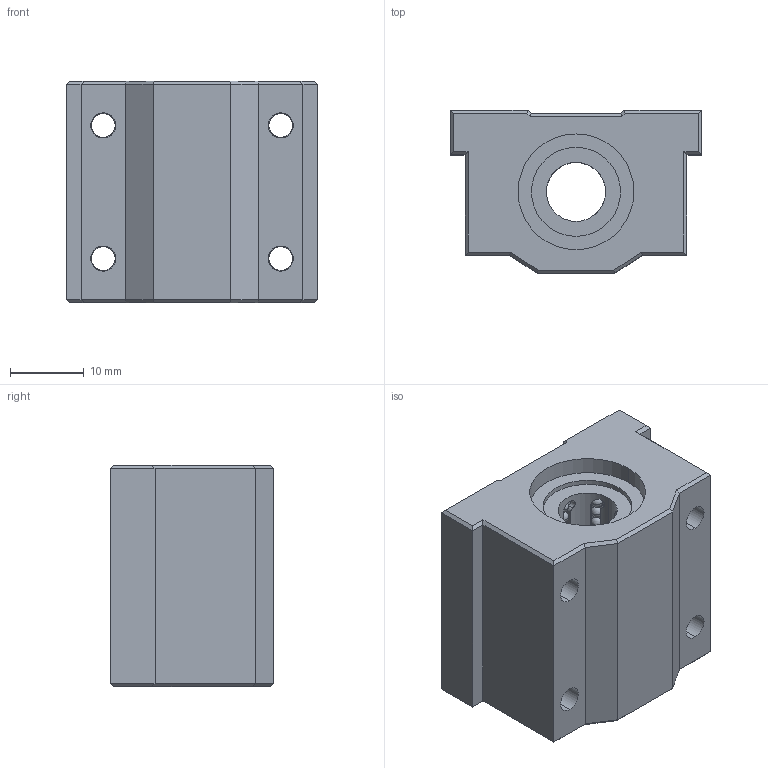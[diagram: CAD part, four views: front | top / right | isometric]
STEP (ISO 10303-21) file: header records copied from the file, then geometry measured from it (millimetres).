
FILE_DESCRIPTION (( 'STEP AP203' ), '1' );
FILE_NAME ('9338T51_Mounted Linear Ball Bearing_9338T51_sldprt.STEP', '2023-07-23T05:45:52', ( '' ), ( '' ), 'SwSTEP 2.0', 'SolidWorks 2020', '' );
FILE_SCHEMA (( 'CONFIG_CONTROL_DESIGN' ));
Length unit declared in the file: millimetre
Products named in the file (1): 9338T51_Mounted Linear Ball Bearing_9338T51_sldprt
Bounding box: 34 x 22 x 30 mm (x, y, z)
Volume: 16130.4 mm3; surface area: 6571.5 mm2
Topology: 1 solids, 1 shells, 476 faces, 1348 edges, 884 vertices
Faces by surface type: cylinder 222, sphere 156, plane 74, cone 12, bspline 12
Entity records: 22733 total; most frequent: CARTESIAN_POINT 11115, ORIENTED_EDGE 2696, DIRECTION 2204, EDGE_CURVE 1348, VERTEX_POINT 884, AXIS2_PLACEMENT_3D 883, EDGE_LOOP 496, FACE_OUTER_BOUND 476
